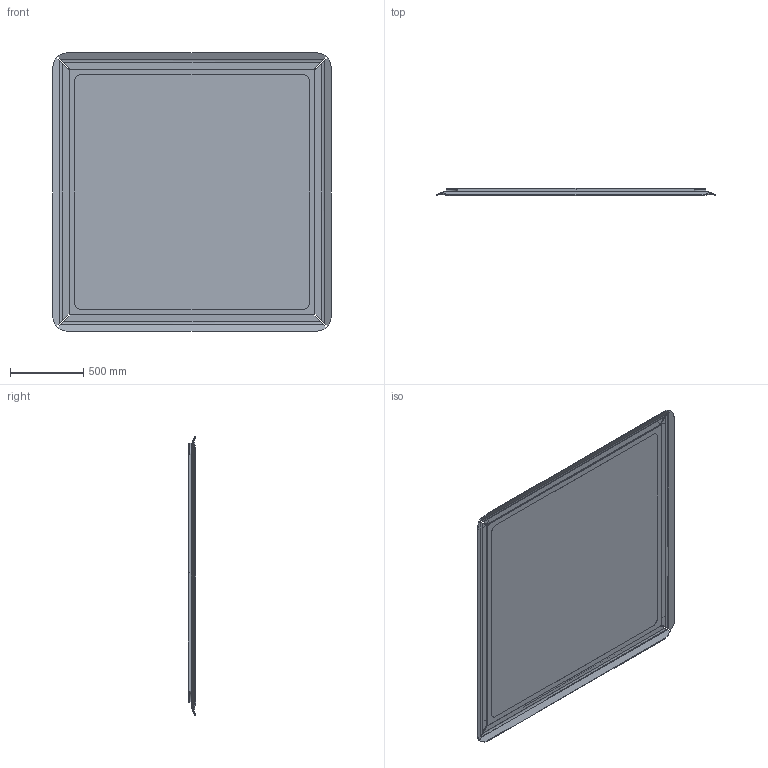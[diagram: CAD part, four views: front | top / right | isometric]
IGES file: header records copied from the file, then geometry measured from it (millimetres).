
Start section: Data from Parasolid IGES Translator 22.0.50, Copyright(c) 2006 Siemens P LM Software. All Rights Reserved.
Global section: file name: Specchio Maxy.igs; native system: By Siemens PLM Incorporated; preprocessor: XPlus GENERIC/IGES 22.0.50; author: Noname; organization: Noname; date: 20200512.173508; units: metre
Bounding box: 1900 x 49.15 x 1900 mm (x, y, z)
Volume: 21089842 mm3; surface area: 7596795.7 mm2
Topology: 6 solids, 6 shells, 236 faces, 808 edges, 720 vertices
Faces by surface type: extrusion 140, plane 48, bspline 40, cylinder 8
